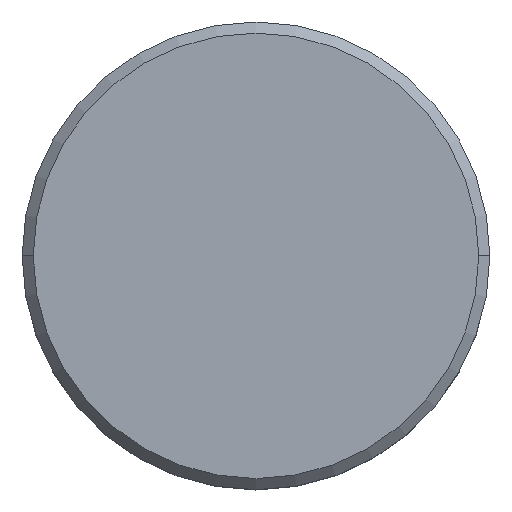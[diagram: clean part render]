
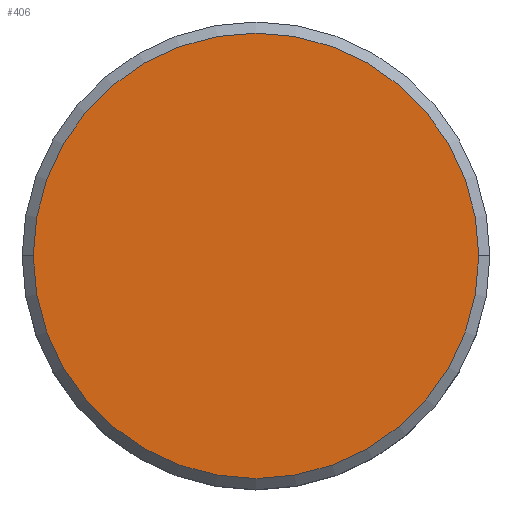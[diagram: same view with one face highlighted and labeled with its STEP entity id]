
A CAD part, top view. The second image highlights one B-rep face of the part: STEP entity #406.
In plain terms, the highlighted planar face has unit normal (0, 0, 1).
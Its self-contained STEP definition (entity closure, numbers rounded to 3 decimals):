
#4 = FACE_OUTER_BOUND ( 'NONE', #521, .T. ) ;
#23 = ORIENTED_EDGE ( 'NONE', *, *, #95, .T. ) ;
#95 = EDGE_CURVE ( 'NONE', #127, #339, #511, .T. ) ;
#127 = VERTEX_POINT ( 'NONE', #177 ) ;
#156 = CARTESIAN_POINT ( 'NONE',  ( 10., 0., 0. ) ) ;
#177 = CARTESIAN_POINT ( 'NONE',  ( -10., 0., 0. ) ) ;
#208 = DIRECTION ( 'NONE',  ( 0., 0., 1. ) ) ;
#214 = CARTESIAN_POINT ( 'NONE',  ( 0., 0., 0. ) ) ;
#241 = DIRECTION ( 'NONE',  ( 1., 0., 0. ) ) ;
#244 = DIRECTION ( 'NONE',  ( 0., 0., 1. ) ) ;
#245 = AXIS2_PLACEMENT_3D ( 'NONE', #505, #550, #241 ) ;
#294 = AXIS2_PLACEMENT_3D ( 'NONE', #214, #208, #405 ) ;
#315 = ORIENTED_EDGE ( 'NONE', *, *, #557, .T. ) ;
#339 = VERTEX_POINT ( 'NONE', #156 ) ;
#341 = CARTESIAN_POINT ( 'NONE',  ( 0., 0., 0. ) ) ;
#405 = DIRECTION ( 'NONE',  ( 1., 0., 0. ) ) ;
#406 = ADVANCED_FACE ( 'NONE', ( #4 ), #430, .T. ) ;
#430 = PLANE ( 'NONE',  #501 ) ;
#471 = CIRCLE ( 'NONE', #294, 10. ) ;
#501 = AXIS2_PLACEMENT_3D ( 'NONE', #341, #244, #522 ) ;
#505 = CARTESIAN_POINT ( 'NONE',  ( 0., 0., 0. ) ) ;
#511 = CIRCLE ( 'NONE', #245, 10. ) ;
#521 = EDGE_LOOP ( 'NONE', ( #23, #315 ) ) ;
#522 = DIRECTION ( 'NONE',  ( 1., 0., 0. ) ) ;
#550 = DIRECTION ( 'NONE',  ( 0., 0., 1. ) ) ;
#557 = EDGE_CURVE ( 'NONE', #339, #127, #471, .T. ) ;
